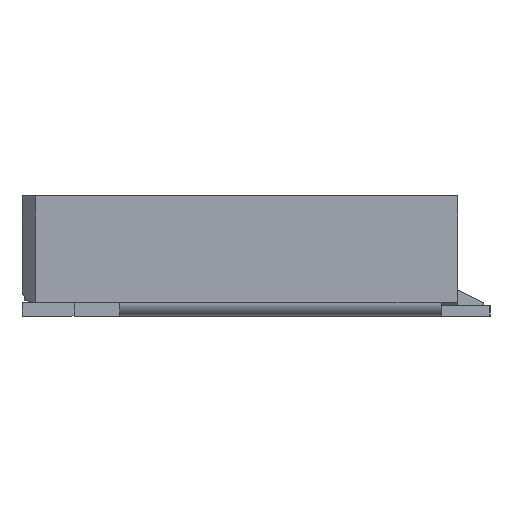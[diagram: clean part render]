
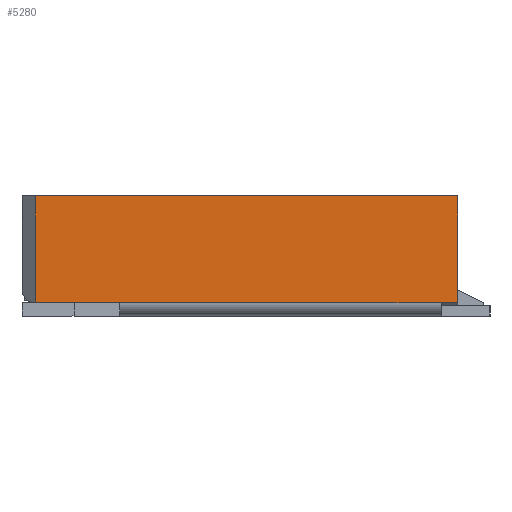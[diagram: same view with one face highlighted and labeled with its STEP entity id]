
A CAD part, left-side view. The second image highlights one B-rep face of the part: STEP entity #5280.
In plain terms, the highlighted face is planar.
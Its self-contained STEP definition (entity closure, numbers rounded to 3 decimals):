
#4200=CARTESIAN_POINT('',(-4.305,2.2,
3.041));
#4210=VERTEX_POINT('',#4200);
#4380=CARTESIAN_POINT('',(-4.305,2.326,
3.041));
#4390=VERTEX_POINT('',#4380);
#4420=CARTESIAN_POINT('',(-4.305,1.83,
3.041));
#4430=DIRECTION('',(0.,1.,0.));
#4440=VECTOR('',#4430,1.);
#4450=LINE('',#4420,#4440);
#4460=EDGE_CURVE('',#4210,#4390,#4450,.T.);
#4820=CARTESIAN_POINT('',(-4.305,2.4,
2.501));
#4830=DIRECTION('',(-1.,0.,0.));
#4840=DIRECTION('',(0.,-1.,0.));
#4850=AXIS2_PLACEMENT_3D('',#4820,#4830,#4840);
#4860=PLANE('',#4850);
#4870=ORIENTED_EDGE('',*,*,#4460,.F.);
#4880=CARTESIAN_POINT('',(-4.305,0.,
3.041));
#4890=DIRECTION('',(0.,1.,0.));
#4900=VECTOR('',#4890,1.);
#4910=LINE('',#4880,#4900);
#4920=CARTESIAN_POINT('',(-4.305,4.73,
3.041));
#4930=VERTEX_POINT('',#4920);
#4940=EDGE_CURVE('',#4390,#4930,#4910,.T.);
#4950=ORIENTED_EDGE('',*,*,#4940,.F.);
#4960=CARTESIAN_POINT('',(-4.305,1.83,
3.041));
#4970=DIRECTION('',(0.,-1.,0.));
#4980=VECTOR('',#4970,1.);
#4990=LINE('',#4960,#4980);
#5000=CARTESIAN_POINT('',(-4.305,5.36,
3.041));
#5010=VERTEX_POINT('',#5000);
#5020=EDGE_CURVE('',#5010,#4930,#4990,.T.);
#5030=ORIENTED_EDGE('',*,*,#5020,.T.);
#5040=CARTESIAN_POINT('',(-4.305,5.36,0.));
#5050=DIRECTION('',(0.,0.,-1.));
#5060=VECTOR('',#5050,1.);
#5070=LINE('',#5040,#5060);
#5080=CARTESIAN_POINT('',(-4.305,5.36,
2.241));
#5090=VERTEX_POINT('',#5080);
#5100=EDGE_CURVE('',#5010,#5090,#5070,.T.);
#5110=ORIENTED_EDGE('',*,*,#5100,.F.);
#5120=CARTESIAN_POINT('',(-4.305,1.83,
2.241));
#5130=DIRECTION('',(0.,-1.,0.));
#5140=VECTOR('',#5130,1.);
#5150=LINE('',#5120,#5140);
#5160=CARTESIAN_POINT('',(-4.305,2.2,
2.241));
#5170=VERTEX_POINT('',#5160);
#5180=EDGE_CURVE('',#5090,#5170,#5150,.T.);
#5190=ORIENTED_EDGE('',*,*,#5180,.F.);
#5200=CARTESIAN_POINT('',(-4.305,2.2,
-0.019));
#5210=DIRECTION('',(0.,0.,1.));
#5220=VECTOR('',#5210,1.);
#5230=LINE('',#5200,#5220);
#5240=EDGE_CURVE('',#5170,#4210,#5230,.T.);
#5250=ORIENTED_EDGE('',*,*,#5240,.F.);
#5260=EDGE_LOOP('',(#5250,#5190,#5110,#5030,#4950,#4870));
#5270=FACE_OUTER_BOUND('',#5260,.T.);
#5280=ADVANCED_FACE('',(#5270),#4860,.F.);
